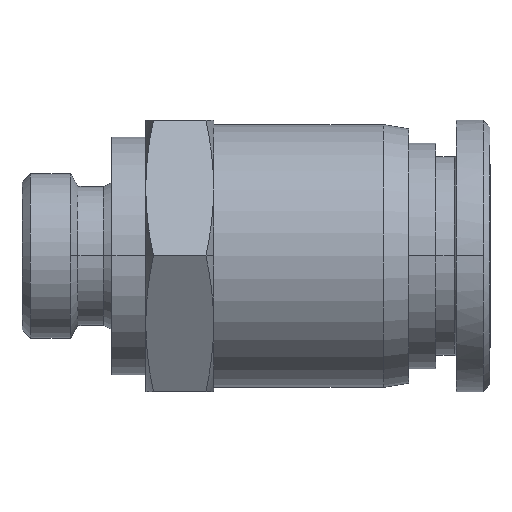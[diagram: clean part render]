
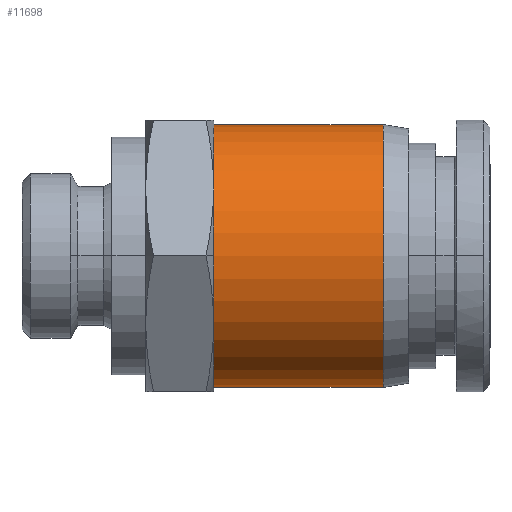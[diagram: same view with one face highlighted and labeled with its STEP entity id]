
A CAD part, top view. The second image highlights one B-rep face of the part: STEP entity #11698.
In plain terms, the highlighted cylindrical face has radius 7.75 mm (diameter 15.5 mm), a partial arc.
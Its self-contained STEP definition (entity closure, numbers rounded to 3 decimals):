
#282 = DIRECTION ( 'NONE',  ( 0., 0., 1. ) ) ;
#366 = LINE ( 'NONE', #8970, #16081 ) ;
#997 = VERTEX_POINT ( 'NONE', #9016 ) ;
#1242 = FACE_OUTER_BOUND ( 'NONE', #1960, .T. ) ;
#1405 = CARTESIAN_POINT ( 'NONE',  ( 0., -7.75, 2.5 ) ) ;
#1575 = DIRECTION ( 'NONE',  ( 0., 0., 1. ) ) ;
#1608 = EDGE_CURVE ( 'NONE', #8657, #10731, #7408, .T. ) ;
#1960 = EDGE_LOOP ( 'NONE', ( #3177, #6779, #8197, #4804 ) ) ;
#3177 = ORIENTED_EDGE ( 'NONE', *, *, #8374, .F. ) ;
#4804 = ORIENTED_EDGE ( 'NONE', *, *, #1608, .F. ) ;
#5392 = CARTESIAN_POINT ( 'NONE',  ( 0., 0., 10.5 ) ) ;
#5681 = DIRECTION ( 'NONE',  ( 0., -1., 0. ) ) ;
#5702 = CIRCLE ( 'NONE', #11475, 7.75 ) ;
#6328 = DIRECTION ( 'NONE',  ( 0., 0., 1. ) ) ;
#6443 = CARTESIAN_POINT ( 'NONE',  ( 0., -7.75, 0.5 ) ) ;
#6763 = AXIS2_PLACEMENT_3D ( 'NONE', #5392, #7896, #6972 ) ;
#6779 = ORIENTED_EDGE ( 'NONE', *, *, #11739, .T. ) ;
#6972 = DIRECTION ( 'NONE',  ( -1., 0., 0. ) ) ;
#7006 = CARTESIAN_POINT ( 'NONE',  ( 0., -7.75, 10.5 ) ) ;
#7408 = CIRCLE ( 'NONE', #6763, 7.75 ) ;
#7758 = CARTESIAN_POINT ( 'NONE',  ( 0., 0., 2.5 ) ) ;
#7896 = DIRECTION ( 'NONE',  ( 0., 0., 1. ) ) ;
#8197 = ORIENTED_EDGE ( 'NONE', *, *, #8613, .T. ) ;
#8374 = EDGE_CURVE ( 'NONE', #997, #8657, #366, .T. ) ;
#8613 = EDGE_CURVE ( 'NONE', #9931, #10731, #11842, .T. ) ;
#8657 = VERTEX_POINT ( 'NONE', #12559 ) ;
#8970 = CARTESIAN_POINT ( 'NONE',  ( 0., 7.75, 2.5 ) ) ;
#9016 = CARTESIAN_POINT ( 'NONE',  ( 0., 7.75, 0.5 ) ) ;
#9101 = CARTESIAN_POINT ( 'NONE',  ( 0., 0., 0.5 ) ) ;
#9815 = CYLINDRICAL_SURFACE ( 'NONE', #13141, 7.75 ) ;
#9931 = VERTEX_POINT ( 'NONE', #6443 ) ;
#10731 = VERTEX_POINT ( 'NONE', #7006 ) ;
#11475 = AXIS2_PLACEMENT_3D ( 'NONE', #9101, #14398, #5681 ) ;
#11590 = DIRECTION ( 'NONE',  ( 0., -1., 0. ) ) ;
#11698 = ADVANCED_FACE ( 'NONE', ( #1242 ), #9815, .T. ) ;
#11739 = EDGE_CURVE ( 'NONE', #997, #9931, #5702, .T. ) ;
#11842 = LINE ( 'NONE', #1405, #15114 ) ;
#12559 = CARTESIAN_POINT ( 'NONE',  ( 0., 7.75, 10.5 ) ) ;
#13141 = AXIS2_PLACEMENT_3D ( 'NONE', #7758, #282, #11590 ) ;
#14398 = DIRECTION ( 'NONE',  ( 0., 0., 1. ) ) ;
#15114 = VECTOR ( 'NONE', #6328, 1000. ) ;
#16081 = VECTOR ( 'NONE', #1575, 1000. ) ;
